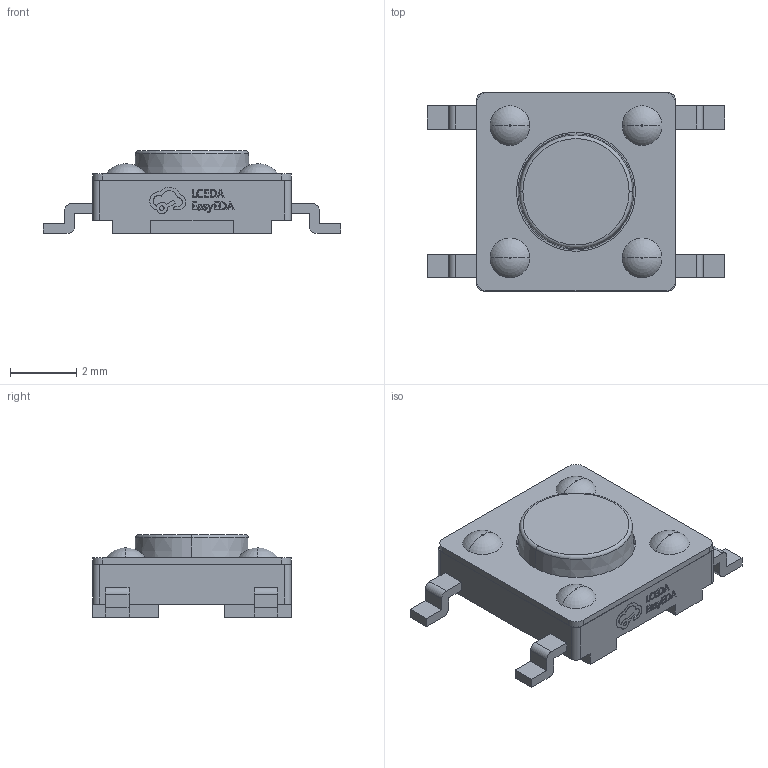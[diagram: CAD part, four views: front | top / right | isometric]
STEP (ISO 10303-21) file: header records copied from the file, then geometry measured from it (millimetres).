
FILE_DESCRIPTION (( 'STEP AP214' ), '1' );
FILE_NAME ('SW-SMD_4P-L6.0-W6.0-P4.50-LS9.0-H2.5.STEP', '2025-07-10T09:15:33', ( 'User' ), ( 'China' ), 'SwSTEP 2.0', 'SolidWorks 2020', '' );
FILE_SCHEMA (( 'AUTOMOTIVE_DESIGN' ));
Length unit declared in the file: millimetre
Products named in the file (1): SW-SMD_4P-L6.0-W6.0-P4.50-LS9.0-H2.5
Bounding box: 9 x 6.01 x 2.5 mm (x, y, z)
Volume: 63.9 mm3; surface area: 198.5 mm2
Topology: 2 solids, 2 shells, 323 faces, 871 edges, 580 vertices
Faces by surface type: plane 195, bspline 98, cylinder 18, torus 10, cone 2
Entity records: 14189 total; most frequent: CARTESIAN_POINT 3081, ORIENTED_EDGE 1742, DIRECTION 1191, EDGE_CURVE 871, LINE 603, VECTOR 603, VERTEX_POINT 580, EDGE_LOOP 353
